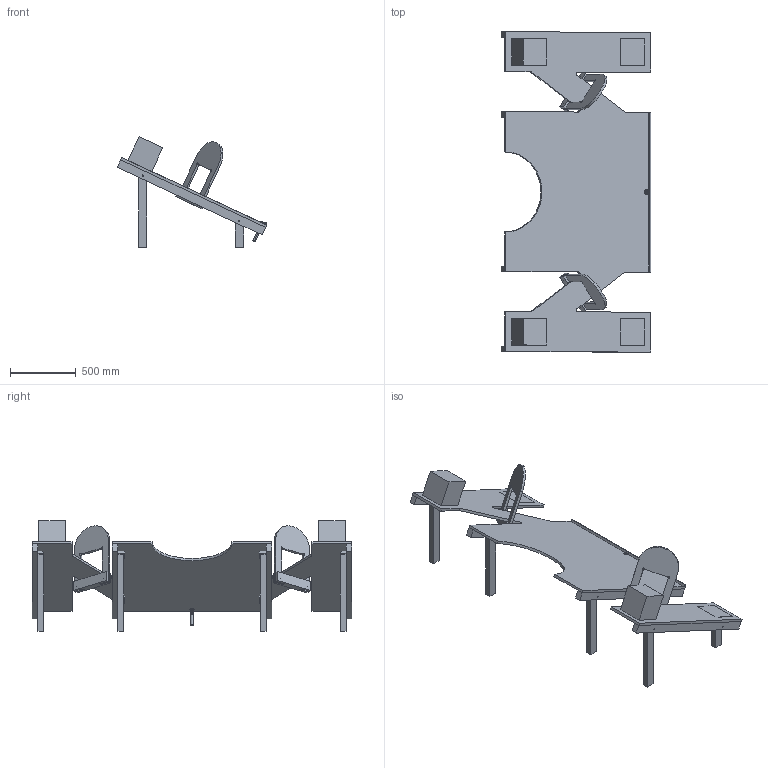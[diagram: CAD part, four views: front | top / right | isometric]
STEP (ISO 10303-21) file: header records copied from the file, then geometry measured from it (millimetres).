
FILE_DESCRIPTION(('CATIA V5 STEP Exchange'),'2;1');
FILE_NAME('Parcour JDG16.stp','2015-09-03T22:50:57+00:00',('none'),('none'),'CATIA Version 5 Release 20 GA (IN-10)','CATIA V5 STEP AP203','none');
FILE_SCHEMA(('CONFIG_CONTROL_DESIGN'));
Products named in the file (1): Parcour JDG16
Bounding box: 1141.43 x 2438.4 x 844.04 mm (x, y, z)
Volume: 88815858.4 mm3; surface area: 8172767 mm2
Topology: 32 solids, 32 shells, 1374 faces, 3309 edges, 2020 vertices
Faces by surface type: bspline 650, plane 340, cone 220, cylinder 164
Entity records: 42128 total; most frequent: CARTESIAN_POINT 19248, ORIENTED_EDGE 6618, EDGE_CURVE 3309, DIRECTION 2090, VERTEX_POINT 2020, EDGE_LOOP 1447, ADVANCED_FACE 1374, FACE_OUTER_BOUND 1374
